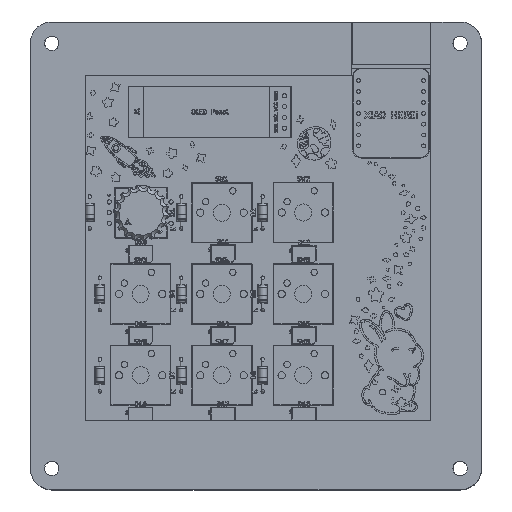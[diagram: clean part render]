
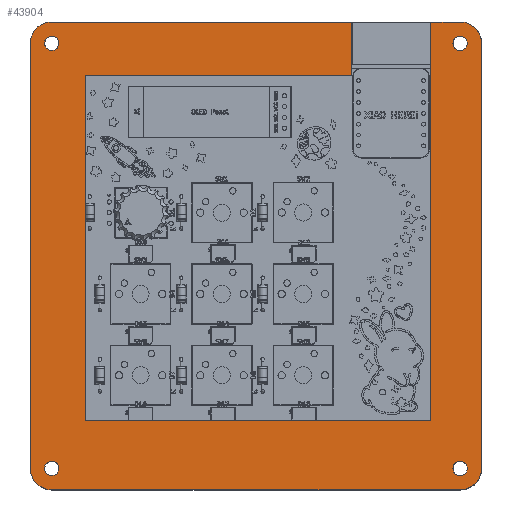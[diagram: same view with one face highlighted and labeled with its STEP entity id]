
A CAD part, top view. The second image highlights one B-rep face of the part: STEP entity #43904.
In plain terms, the highlighted planar face has unit normal (0, 0, 1).
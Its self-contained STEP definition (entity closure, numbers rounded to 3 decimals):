
#1075=FACE_BOUND('',#2232,.T.);
#1076=FACE_BOUND('',#2233,.T.);
#1077=FACE_BOUND('',#2234,.T.);
#1078=FACE_BOUND('',#2235,.T.);
#1475=PLANE('',#44475);
#1761=FACE_OUTER_BOUND('',#2231,.T.);
#2231=EDGE_LOOP('',(#34980,#34981,#34982,#34983,#34984,#34985,#34986,#34987,
#34988,#34989,#34990,#34991,#34992,#34993));
#2232=EDGE_LOOP('',(#34994));
#2233=EDGE_LOOP('',(#34995));
#2234=EDGE_LOOP('',(#34996));
#2235=EDGE_LOOP('',(#34997));
#3057=LINE('',#56791,#10073);
#3069=LINE('',#56830,#10085);
#3071=LINE('',#56834,#10087);
#3073=LINE('',#56838,#10089);
#3077=LINE('',#56848,#10093);
#3080=LINE('',#56856,#10096);
#3083=LINE('',#56864,#10099);
#3086=LINE('',#56872,#10102);
#3091=LINE('',#56890,#10107);
#3092=LINE('',#56892,#10108);
#10073=VECTOR('',#46294,10.);
#10085=VECTOR('',#46326,10.);
#10087=VECTOR('',#46330,10.);
#10089=VECTOR('',#46334,10.);
#10093=VECTOR('',#46344,10.);
#10096=VECTOR('',#46353,10.);
#10099=VECTOR('',#46362,10.);
#10102=VECTOR('',#46371,10.);
#10107=VECTOR('',#46394,10.);
#10108=VECTOR('',#46397,10.);
#17071=CIRCLE('',#44454,5.);
#17072=CIRCLE('',#44457,5.);
#17073=CIRCLE('',#44460,5.);
#17074=CIRCLE('',#44463,5.);
#17075=CIRCLE('',#44466,1.7);
#17076=CIRCLE('',#44468,1.7);
#17077=CIRCLE('',#44470,1.7);
#17078=CIRCLE('',#44472,1.7);
#18352=VERTEX_POINT('',#56788);
#18353=VERTEX_POINT('',#56790);
#18370=VERTEX_POINT('',#56828);
#18371=VERTEX_POINT('',#56832);
#18372=VERTEX_POINT('',#56836);
#18373=VERTEX_POINT('',#56840);
#18374=VERTEX_POINT('',#56841);
#18375=VERTEX_POINT('',#56846);
#18376=VERTEX_POINT('',#56850);
#18377=VERTEX_POINT('',#56854);
#18378=VERTEX_POINT('',#56858);
#18379=VERTEX_POINT('',#56862);
#18380=VERTEX_POINT('',#56866);
#18381=VERTEX_POINT('',#56867);
#18382=VERTEX_POINT('',#56874);
#18383=VERTEX_POINT('',#56878);
#18384=VERTEX_POINT('',#56882);
#18385=VERTEX_POINT('',#56886);
#26487=EDGE_CURVE('',#18353,#18352,#3057,.T.);
#26507=EDGE_CURVE('',#18352,#18370,#3069,.T.);
#26509=EDGE_CURVE('',#18370,#18371,#3071,.T.);
#26511=EDGE_CURVE('',#18371,#18372,#3073,.T.);
#26512=EDGE_CURVE('',#18373,#18374,#17071,.T.);
#26516=EDGE_CURVE('',#18373,#18375,#3077,.T.);
#26517=EDGE_CURVE('',#18376,#18375,#17072,.T.);
#26520=EDGE_CURVE('',#18376,#18377,#3080,.T.);
#26521=EDGE_CURVE('',#18378,#18377,#17073,.T.);
#26524=EDGE_CURVE('',#18378,#18379,#3083,.T.);
#26525=EDGE_CURVE('',#18380,#18381,#17074,.T.);
#26528=EDGE_CURVE('',#18372,#18381,#3086,.T.);
#26529=EDGE_CURVE('',#18382,#18382,#17075,.T.);
#26531=EDGE_CURVE('',#18383,#18383,#17076,.T.);
#26533=EDGE_CURVE('',#18384,#18384,#17077,.T.);
#26535=EDGE_CURVE('',#18385,#18385,#17078,.T.);
#26537=EDGE_CURVE('',#18380,#18374,#3091,.T.);
#26538=EDGE_CURVE('',#18379,#18353,#3092,.T.);
#34980=ORIENTED_EDGE('',*,*,#26507,.T.);
#34981=ORIENTED_EDGE('',*,*,#26509,.T.);
#34982=ORIENTED_EDGE('',*,*,#26511,.T.);
#34983=ORIENTED_EDGE('',*,*,#26528,.T.);
#34984=ORIENTED_EDGE('',*,*,#26525,.F.);
#34985=ORIENTED_EDGE('',*,*,#26537,.T.);
#34986=ORIENTED_EDGE('',*,*,#26512,.F.);
#34987=ORIENTED_EDGE('',*,*,#26516,.T.);
#34988=ORIENTED_EDGE('',*,*,#26517,.F.);
#34989=ORIENTED_EDGE('',*,*,#26520,.T.);
#34990=ORIENTED_EDGE('',*,*,#26521,.F.);
#34991=ORIENTED_EDGE('',*,*,#26524,.T.);
#34992=ORIENTED_EDGE('',*,*,#26538,.T.);
#34993=ORIENTED_EDGE('',*,*,#26487,.T.);
#34994=ORIENTED_EDGE('',*,*,#26535,.T.);
#34995=ORIENTED_EDGE('',*,*,#26533,.T.);
#34996=ORIENTED_EDGE('',*,*,#26531,.T.);
#34997=ORIENTED_EDGE('',*,*,#26529,.T.);
#43904=ADVANCED_FACE('',(#1761,#1075,#1076,#1077,#1078),#1475,.T.);
#44454=AXIS2_PLACEMENT_3D('',#56842,#46337,#46338);
#44457=AXIS2_PLACEMENT_3D('',#56851,#46347,#46348);
#44460=AXIS2_PLACEMENT_3D('',#56859,#46356,#46357);
#44463=AXIS2_PLACEMENT_3D('',#56868,#46365,#46366);
#44466=AXIS2_PLACEMENT_3D('',#56875,#46374,#46375);
#44468=AXIS2_PLACEMENT_3D('',#56879,#46379,#46380);
#44470=AXIS2_PLACEMENT_3D('',#56883,#46384,#46385);
#44472=AXIS2_PLACEMENT_3D('',#56887,#46389,#46390);
#44475=AXIS2_PLACEMENT_3D('',#56893,#46398,#46399);
#46294=DIRECTION('',(-1.,0.,0.));
#46326=DIRECTION('',(0.,1.,0.));
#46330=DIRECTION('',(1.,0.,0.));
#46334=DIRECTION('',(0.,1.,0.));
#46337=DIRECTION('center_axis',(0.,0.,-1.));
#46338=DIRECTION('ref_axis',(-0.707,-0.707,0.));
#46344=DIRECTION('',(1.,0.,0.));
#46347=DIRECTION('center_axis',(0.,0.,-1.));
#46348=DIRECTION('ref_axis',(0.707,-0.707,0.));
#46353=DIRECTION('',(0.,1.,0.));
#46356=DIRECTION('center_axis',(0.,0.,-1.));
#46357=DIRECTION('ref_axis',(0.707,0.707,0.));
#46362=DIRECTION('',(-1.,0.,0.));
#46365=DIRECTION('center_axis',(0.,0.,-1.));
#46366=DIRECTION('ref_axis',(-0.707,0.707,0.));
#46371=DIRECTION('',(-1.,0.,0.));
#46374=DIRECTION('center_axis',(0.,0.,-1.));
#46375=DIRECTION('ref_axis',(1.,0.,0.));
#46379=DIRECTION('center_axis',(0.,0.,-1.));
#46380=DIRECTION('ref_axis',(1.,0.,0.));
#46384=DIRECTION('center_axis',(0.,0.,-1.));
#46385=DIRECTION('ref_axis',(1.,0.,0.));
#46389=DIRECTION('center_axis',(0.,0.,-1.));
#46390=DIRECTION('ref_axis',(1.,0.,0.));
#46394=DIRECTION('',(0.,-1.,0.));
#46397=DIRECTION('',(0.,-1.,0.));
#46398=DIRECTION('center_axis',(0.,0.,1.));
#46399=DIRECTION('ref_axis',(1.,0.,0.));
#56788=CARTESIAN_POINT('',(0.,-74.219,1.5));
#56790=CARTESIAN_POINT('',(80.928,-74.219,1.5));
#56791=CARTESIAN_POINT('',(60.448,-74.219,1.5));
#56828=CARTESIAN_POINT('',(0.,6.571,1.5));
#56830=CARTESIAN_POINT('',(0.,-76.2,1.5));
#56832=CARTESIAN_POINT('',(62.428,6.571,1.5));
#56834=CARTESIAN_POINT('',(19.984,6.571,1.5));
#56836=CARTESIAN_POINT('',(62.428,19.179,1.5));
#56838=CARTESIAN_POINT('',(62.428,-11.821,1.5));
#56840=CARTESIAN_POINT('',(-7.843,-90.335,1.5));
#56841=CARTESIAN_POINT('',(-12.843,-85.335,1.5));
#56842=CARTESIAN_POINT('Origin',(-7.843,-85.335,1.5));
#56846=CARTESIAN_POINT('',(87.778,-90.335,1.5));
#56848=CARTESIAN_POINT('',(92.778,-90.335,1.5));
#56850=CARTESIAN_POINT('',(92.778,-85.335,1.5));
#56851=CARTESIAN_POINT('Origin',(87.778,-85.335,1.5));
#56854=CARTESIAN_POINT('',(92.778,14.179,1.5));
#56856=CARTESIAN_POINT('',(92.778,19.179,1.5));
#56858=CARTESIAN_POINT('',(87.778,19.179,1.5));
#56859=CARTESIAN_POINT('Origin',(87.778,14.179,1.5));
#56862=CARTESIAN_POINT('',(80.928,19.179,1.5));
#56864=CARTESIAN_POINT('',(-12.843,19.179,1.5));
#56866=CARTESIAN_POINT('',(-12.843,14.179,1.5));
#56867=CARTESIAN_POINT('',(-7.843,19.179,1.5));
#56868=CARTESIAN_POINT('Origin',(-7.843,14.179,1.5));
#56872=CARTESIAN_POINT('',(-12.843,19.179,1.5));
#56874=CARTESIAN_POINT('',(86.078,14.179,1.5));
#56875=CARTESIAN_POINT('Origin',(87.778,14.179,1.5));
#56878=CARTESIAN_POINT('',(-9.543,14.179,1.5));
#56879=CARTESIAN_POINT('Origin',(-7.843,14.179,1.5));
#56882=CARTESIAN_POINT('',(-9.543,-85.335,1.5));
#56883=CARTESIAN_POINT('Origin',(-7.843,-85.335,1.5));
#56886=CARTESIAN_POINT('',(86.078,-85.335,1.5));
#56887=CARTESIAN_POINT('Origin',(87.778,-85.335,1.5));
#56890=CARTESIAN_POINT('',(-12.843,-90.335,1.5));
#56892=CARTESIAN_POINT('',(80.928,-53.783,1.5));
#56893=CARTESIAN_POINT('Origin',(39.968,-35.578,1.5));
